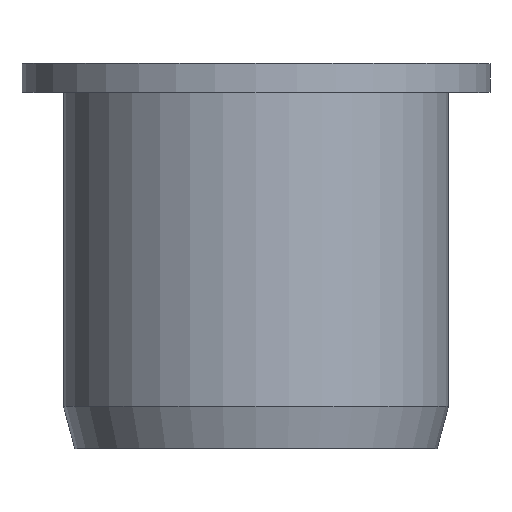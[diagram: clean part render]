
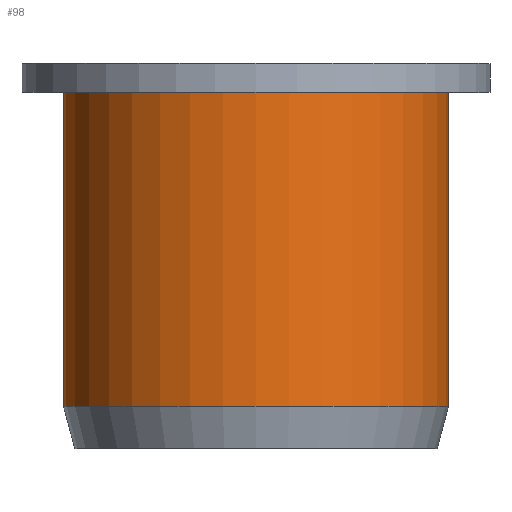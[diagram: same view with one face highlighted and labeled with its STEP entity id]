
A CAD part, top view. The second image highlights one B-rep face of the part: STEP entity #98.
In plain terms, the highlighted cylindrical face has radius 16 mm (diameter 32 mm), a full revolution.
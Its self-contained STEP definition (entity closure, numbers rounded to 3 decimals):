
#23=FACE_BOUND('',#42,.T.);
#30=FACE_OUTER_BOUND('',#41,.T.);
#41=EDGE_LOOP('',(#81));
#42=EDGE_LOOP('',(#82));
#55=CIRCLE('',#111,16.);
#56=CIRCLE('',#113,16.);
#63=VERTEX_POINT('',#167);
#64=VERTEX_POINT('',#170);
#71=EDGE_CURVE('',#63,#63,#55,.T.);
#72=EDGE_CURVE('',#64,#64,#56,.T.);
#81=ORIENTED_EDGE('',*,*,#72,.F.);
#82=ORIENTED_EDGE('',*,*,#71,.T.);
#94=CYLINDRICAL_SURFACE('',#112,16.);
#98=ADVANCED_FACE('',(#30,#23),#94,.T.);
#111=AXIS2_PLACEMENT_3D('',#168,#134,#135);
#112=AXIS2_PLACEMENT_3D('',#169,#136,#137);
#113=AXIS2_PLACEMENT_3D('',#171,#138,#139);
#134=DIRECTION('center_axis',(0.,-1.,0.));
#135=DIRECTION('ref_axis',(1.,0.,0.));
#136=DIRECTION('center_axis',(0.,-1.,0.));
#137=DIRECTION('ref_axis',(1.,0.,0.));
#138=DIRECTION('center_axis',(0.,-1.,0.));
#139=DIRECTION('ref_axis',(1.,0.,0.));
#167=CARTESIAN_POINT('',(16.,29.6,0.));
#168=CARTESIAN_POINT('Origin',(0.,29.6,0.));
#169=CARTESIAN_POINT('Origin',(0.,16.55,0.));
#170=CARTESIAN_POINT('',(16.,3.5,0.));
#171=CARTESIAN_POINT('Origin',(0.,3.5,0.));
